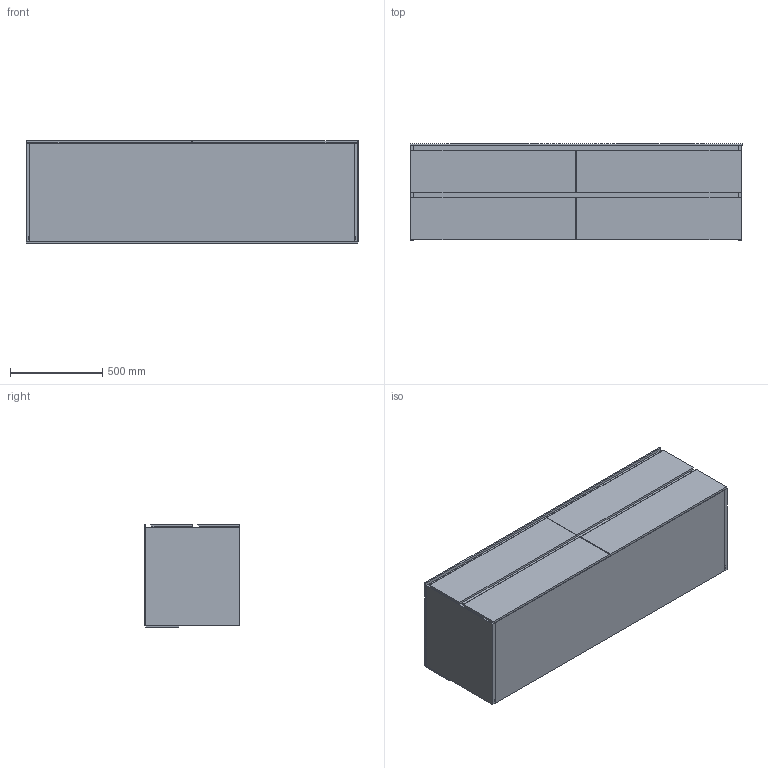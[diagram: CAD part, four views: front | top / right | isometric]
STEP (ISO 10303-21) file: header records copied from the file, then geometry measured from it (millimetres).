
FILE_DESCRIPTION (( 'STEP AP214' ), '1' );
FILE_NAME ('DWP1800500-4AUSCU-A.STEP', '2020-09-15T10:14:31', ( '' ), ( '' ), 'SwSTEP 2.0', 'SolidWorks 2020', '' );
FILE_SCHEMA (( 'AUTOMOTIVE_DESIGN' ));
Length unit declared in the file: millimetre
Products named in the file (3): DWP 1800500-4AUSCU-A_wt_Mit Hahnloch ohne šberlauf; DWP 1800500-4AUSCU-A_us_Spanweiá lackiert<Wie bearbeitet>; DWP1800500-4AUSCU-A
Assembly tree (2 placements, depth 2):
  DWP1800500-4AUSCU-A
    DWP 1800500-4AUSCU-A_us_Spanweiá lackiert<Wie bearbeitet>
    DWP 1800500-4AUSCU-A_wt_Mit Hahnloch ohne šberlauf
Bounding box: 1800 x 520 x 558 mm (x, y, z)
Volume: 100541672.6 mm3; surface area: 14258983 mm2
Topology: 35 solids, 35 shells, 336 faces, 796 edges, 530 vertices
Faces by surface type: plane 286, cylinder 34, bspline 16
Entity records: 143005 total; most frequent: CARTESIAN_POINT 134841, ORIENTED_EDGE 1592, DIRECTION 1452, EDGE_CURVE 796, VECTOR 682, LINE 682, VERTEX_POINT 530, AXIS2_PLACEMENT_3D 385
